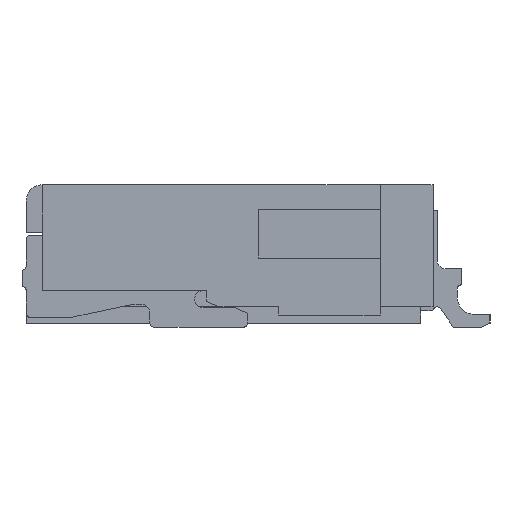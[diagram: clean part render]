
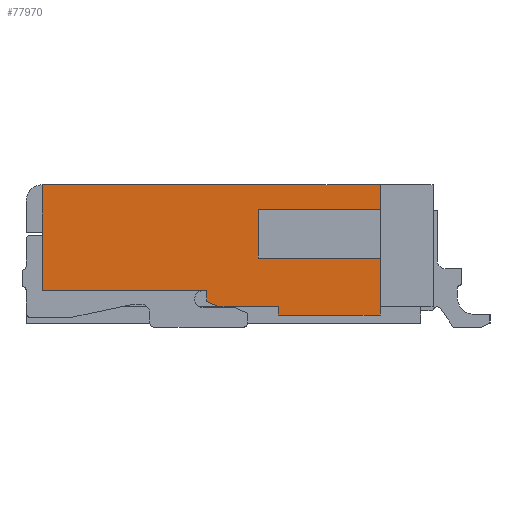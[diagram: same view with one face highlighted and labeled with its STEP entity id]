
A CAD part, left-side view. The second image highlights one B-rep face of the part: STEP entity #77970.
In plain terms, the highlighted planar face has unit normal (-1, 0, 0).
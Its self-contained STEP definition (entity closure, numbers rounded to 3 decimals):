
#29840=CARTESIAN_POINT('',(29.775,58.87,-1.17));
#29850=VERTEX_POINT('',#29840);
#29880=CARTESIAN_POINT('',(29.775,58.87,-5.32));
#29890=DIRECTION('',(0.,0.,1.));
#29900=VECTOR('',#29890,1.);
#29910=LINE('',#29880,#29900);
#29920=CARTESIAN_POINT('',(29.775,58.87,-5.32));
#29930=VERTEX_POINT('',#29920);
#29940=EDGE_CURVE('',#29930,#29850,#29910,.T.);
#31070=CARTESIAN_POINT('',(29.775,57.37,-3.15));
#31080=VERTEX_POINT('',#31070);
#31110=CARTESIAN_POINT('',(29.775,57.37,-3.15));
#31120=DIRECTION('',(0.,0.,1.));
#31130=VECTOR('',#31120,1.);
#31140=LINE('',#31110,#31130);
#31150=CARTESIAN_POINT('',(29.775,57.37,-2.42));
#31160=VERTEX_POINT('',#31150);
#31170=EDGE_CURVE('',#31080,#31160,#31140,.T.);
#33240=CARTESIAN_POINT('',(29.775,58.87,-5.32));
#33250=DIRECTION('',(0.,-1.,0.));
#33260=VECTOR('',#33250,1.);
#33270=LINE('',#33240,#33260);
#33280=CARTESIAN_POINT('',(29.775,57.57,-5.32));
#33290=VERTEX_POINT('',#33280);
#33300=EDGE_CURVE('',#29930,#33290,#33270,.T.);
#77110=CARTESIAN_POINT('',(29.775,57.605,0.101));
#77120=DIRECTION('',(-1.,0.,0.));
#77130=DIRECTION('',(0.,0.,1.));
#77140=AXIS2_PLACEMENT_3D('',#77110,#77120,#77130);
#77150=PLANE('',#77140);
#77160=CARTESIAN_POINT('',(29.775,57.44,-3.3));
#77170=DIRECTION('',(0.,1.,0.));
#77180=VECTOR('',#77170,1.);
#77190=LINE('',#77160,#77180);
#77200=CARTESIAN_POINT('',(29.775,57.44,-3.3));
#77210=VERTEX_POINT('',#77200);
#77220=CARTESIAN_POINT('',(29.775,57.57,-3.3));
#77230=VERTEX_POINT('',#77220);
#77240=EDGE_CURVE('',#77210,#77230,#77190,.T.);
#77250=ORIENTED_EDGE('',*,*,#77240,.F.);
#77260=CARTESIAN_POINT('',(29.775,57.57,-3.3));
#77270=DIRECTION('',(0.,0.,-1.));
#77280=VECTOR('',#77270,1.);
#77290=LINE('',#77260,#77280);
#77300=EDGE_CURVE('',#77230,#33290,#77290,.T.);
#77310=ORIENTED_EDGE('',*,*,#77300,.F.);
#77320=ORIENTED_EDGE('',*,*,#33300,.T.);
#77330=ORIENTED_EDGE('',*,*,#29940,.F.);
#77340=CARTESIAN_POINT('',(29.775,58.57,-1.17));
#77350=DIRECTION('',(0.,1.,0.));
#77360=VECTOR('',#77350,1.);
#77370=LINE('',#77340,#77360);
#77380=CARTESIAN_POINT('',(29.775,58.57,-1.17));
#77390=VERTEX_POINT('',#77380);
#77400=EDGE_CURVE('',#77390,#29850,#77370,.T.);
#77410=ORIENTED_EDGE('',*,*,#77400,.T.);
#77420=CARTESIAN_POINT('',(29.775,58.57,-2.67));
#77430=DIRECTION('',(0.,0.,1.));
#77440=VECTOR('',#77430,1.);
#77450=LINE('',#77420,#77440);
#77460=CARTESIAN_POINT('',(29.775,58.57,-2.67));
#77470=VERTEX_POINT('',#77460);
#77480=EDGE_CURVE('',#77470,#77390,#77450,.T.);
#77490=ORIENTED_EDGE('',*,*,#77480,.T.);
#77500=CARTESIAN_POINT('',(29.775,57.97,-2.67));
#77510=DIRECTION('',(0.,1.,0.));
#77520=VECTOR('',#77510,1.);
#77530=LINE('',#77500,#77520);
#77540=CARTESIAN_POINT('',(29.775,57.97,-2.67));
#77550=VERTEX_POINT('',#77540);
#77560=EDGE_CURVE('',#77550,#77470,#77530,.T.);
#77570=ORIENTED_EDGE('',*,*,#77560,.T.);
#77580=CARTESIAN_POINT('',(29.775,57.97,-1.17));
#77590=DIRECTION('',(0.,0.,-1.));
#77600=VECTOR('',#77590,1.);
#77610=LINE('',#77580,#77600);
#77620=CARTESIAN_POINT('',(29.775,57.97,-1.17));
#77630=VERTEX_POINT('',#77620);
#77640=EDGE_CURVE('',#77630,#77550,#77610,.T.);
#77650=ORIENTED_EDGE('',*,*,#77640,.T.);
#77660=CARTESIAN_POINT('',(29.775,57.27,-1.17));
#77670=DIRECTION('',(0.,1.,0.));
#77680=VECTOR('',#77670,1.);
#77690=LINE('',#77660,#77680);
#77700=CARTESIAN_POINT('',(29.775,57.27,-1.17));
#77710=VERTEX_POINT('',#77700);
#77720=EDGE_CURVE('',#77710,#77630,#77690,.T.);
#77730=ORIENTED_EDGE('',*,*,#77720,.T.);
#77740=CARTESIAN_POINT('',(29.775,57.27,-1.17));
#77750=DIRECTION('',(0.,0.,-1.));
#77760=VECTOR('',#77750,1.);
#77770=LINE('',#77740,#77760);
#77780=CARTESIAN_POINT('',(29.775,57.27,-2.42));
#77790=VERTEX_POINT('',#77780);
#77800=EDGE_CURVE('',#77710,#77790,#77770,.T.);
#77810=ORIENTED_EDGE('',*,*,#77800,.F.);
#77820=CARTESIAN_POINT('',(29.775,57.27,-2.42));
#77830=DIRECTION('',(0.,1.,0.));
#77840=VECTOR('',#77830,1.);
#77850=LINE('',#77820,#77840);
#77860=EDGE_CURVE('',#77790,#31160,#77850,.T.);
#77870=ORIENTED_EDGE('',*,*,#77860,.F.);
#77880=ORIENTED_EDGE('',*,*,#31170,.T.);
#77890=CARTESIAN_POINT('',(29.775,57.44,-3.3));
#77900=DIRECTION('',(0.,-0.423,0.906));
#77910=VECTOR('',#77900,1.);
#77920=LINE('',#77890,#77910);
#77930=EDGE_CURVE('',#77210,#31080,#77920,.T.);
#77940=ORIENTED_EDGE('',*,*,#77930,.T.);
#77950=EDGE_LOOP('',(#77940,#77880,#77870,#77810,#77730,#77650,#77570,
#77490,#77410,#77330,#77320,#77310,#77250));
#77960=FACE_OUTER_BOUND('',#77950,.T.);
#77970=ADVANCED_FACE('',(#77960),#77150,.T.);
